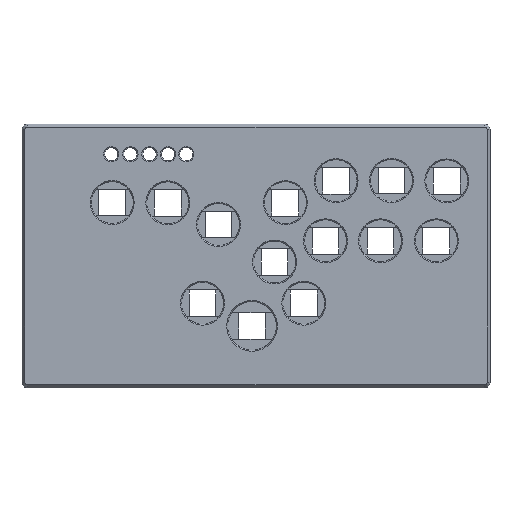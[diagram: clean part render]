
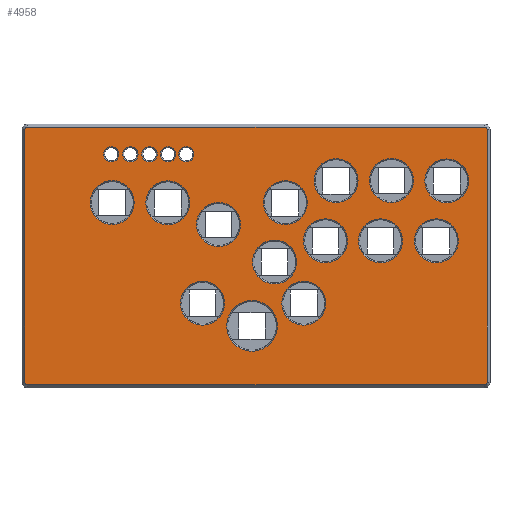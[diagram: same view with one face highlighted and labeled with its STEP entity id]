
A CAD part, top view. The second image highlights one B-rep face of the part: STEP entity #4958.
In plain terms, the highlighted planar face has unit normal (0, 0, 1).
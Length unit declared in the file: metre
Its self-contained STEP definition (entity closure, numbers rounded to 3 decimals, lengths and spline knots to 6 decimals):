
#102=CIRCLE('',#5286,0.0015);
#103=CIRCLE('',#5289,0.0015);
#104=CIRCLE('',#5292,0.0015);
#105=CIRCLE('',#5295,0.0015);
#106=CIRCLE('',#5297,0.0115);
#108=CIRCLE('',#5300,0.0115);
#110=CIRCLE('',#5303,0.0115);
#112=CIRCLE('',#5306,0.0115);
#114=CIRCLE('',#5309,0.0115);
#116=CIRCLE('',#5312,0.0115);
#118=CIRCLE('',#5315,0.0115);
#120=CIRCLE('',#5318,0.0115);
#122=CIRCLE('',#5321,0.0115);
#124=CIRCLE('',#5324,0.0115);
#126=CIRCLE('',#5327,0.0115);
#128=CIRCLE('',#5330,0.0115);
#130=CIRCLE('',#5333,0.01325);
#132=CIRCLE('',#5336,0.0115);
#142=CIRCLE('',#5361,0.004);
#143=CIRCLE('',#5362,0.004);
#144=CIRCLE('',#5363,0.004);
#145=CIRCLE('',#5364,0.004);
#146=CIRCLE('',#5365,0.004);
#765=ORIENTED_EDGE('',*,*,#1977,.T.);
#766=ORIENTED_EDGE('',*,*,#1978,.T.);
#767=ORIENTED_EDGE('',*,*,#1979,.T.);
#768=ORIENTED_EDGE('',*,*,#1980,.T.);
#769=ORIENTED_EDGE('',*,*,#1981,.T.);
#770=ORIENTED_EDGE('',*,*,#1938,.T.);
#771=ORIENTED_EDGE('',*,*,#1924,.T.);
#772=ORIENTED_EDGE('',*,*,#1930,.T.);
#773=ORIENTED_EDGE('',*,*,#1922,.T.);
#774=ORIENTED_EDGE('',*,*,#1932,.T.);
#775=ORIENTED_EDGE('',*,*,#1920,.T.);
#776=ORIENTED_EDGE('',*,*,#1934,.T.);
#777=ORIENTED_EDGE('',*,*,#1918,.T.);
#778=ORIENTED_EDGE('',*,*,#1916,.T.);
#779=ORIENTED_EDGE('',*,*,#1936,.T.);
#780=ORIENTED_EDGE('',*,*,#1914,.T.);
#781=ORIENTED_EDGE('',*,*,#1928,.T.);
#782=ORIENTED_EDGE('',*,*,#1926,.T.);
#783=ORIENTED_EDGE('',*,*,#1940,.T.);
#784=ORIENTED_EDGE('',*,*,#1913,.T.);
#785=ORIENTED_EDGE('',*,*,#1911,.T.);
#786=ORIENTED_EDGE('',*,*,#1909,.T.);
#787=ORIENTED_EDGE('',*,*,#1907,.T.);
#788=ORIENTED_EDGE('',*,*,#1905,.T.);
#789=ORIENTED_EDGE('',*,*,#1903,.T.);
#790=ORIENTED_EDGE('',*,*,#1902,.T.);
#791=ORIENTED_EDGE('',*,*,#1900,.T.);
#1900=EDGE_CURVE('',#2524,#2525,#3000,.T.);
#1902=EDGE_CURVE('',#2526,#2524,#102,.T.);
#1903=EDGE_CURVE('',#2527,#2526,#3002,.T.);
#1905=EDGE_CURVE('',#2528,#2527,#103,.T.);
#1907=EDGE_CURVE('',#2529,#2528,#3005,.T.);
#1909=EDGE_CURVE('',#2530,#2529,#104,.T.);
#1911=EDGE_CURVE('',#2531,#2530,#3008,.T.);
#1913=EDGE_CURVE('',#2525,#2531,#105,.T.);
#1914=EDGE_CURVE('',#2532,#2532,#106,.F.);
#1916=EDGE_CURVE('',#2534,#2534,#108,.F.);
#1918=EDGE_CURVE('',#2536,#2536,#110,.F.);
#1920=EDGE_CURVE('',#2538,#2538,#112,.F.);
#1922=EDGE_CURVE('',#2540,#2540,#114,.F.);
#1924=EDGE_CURVE('',#2542,#2542,#116,.F.);
#1926=EDGE_CURVE('',#2544,#2544,#118,.F.);
#1928=EDGE_CURVE('',#2546,#2546,#120,.F.);
#1930=EDGE_CURVE('',#2548,#2548,#122,.F.);
#1932=EDGE_CURVE('',#2550,#2550,#124,.F.);
#1934=EDGE_CURVE('',#2552,#2552,#126,.F.);
#1936=EDGE_CURVE('',#2554,#2554,#128,.F.);
#1938=EDGE_CURVE('',#2556,#2556,#130,.F.);
#1940=EDGE_CURVE('',#2558,#2558,#132,.F.);
#1977=EDGE_CURVE('',#2584,#2584,#142,.F.);
#1978=EDGE_CURVE('',#2585,#2585,#143,.F.);
#1979=EDGE_CURVE('',#2586,#2586,#144,.F.);
#1980=EDGE_CURVE('',#2587,#2587,#145,.F.);
#1981=EDGE_CURVE('',#2588,#2588,#146,.F.);
#2524=VERTEX_POINT('',#7670);
#2525=VERTEX_POINT('',#7672);
#2526=VERTEX_POINT('',#7676);
#2527=VERTEX_POINT('',#7680);
#2528=VERTEX_POINT('',#7684);
#2529=VERTEX_POINT('',#7688);
#2530=VERTEX_POINT('',#7692);
#2531=VERTEX_POINT('',#7696);
#2532=VERTEX_POINT('',#7702);
#2534=VERTEX_POINT('',#7707);
#2536=VERTEX_POINT('',#7712);
#2538=VERTEX_POINT('',#7717);
#2540=VERTEX_POINT('',#7722);
#2542=VERTEX_POINT('',#7727);
#2544=VERTEX_POINT('',#7732);
#2546=VERTEX_POINT('',#7737);
#2548=VERTEX_POINT('',#7742);
#2550=VERTEX_POINT('',#7747);
#2552=VERTEX_POINT('',#7752);
#2554=VERTEX_POINT('',#7757);
#2556=VERTEX_POINT('',#7762);
#2558=VERTEX_POINT('',#7767);
#2584=VERTEX_POINT('',#7845);
#2585=VERTEX_POINT('',#7847);
#2586=VERTEX_POINT('',#7849);
#2587=VERTEX_POINT('',#7851);
#2588=VERTEX_POINT('',#7853);
#3000=LINE('',#7673,#3464);
#3002=LINE('',#7679,#3466);
#3005=LINE('',#7687,#3469);
#3008=LINE('',#7695,#3472);
#3464=VECTOR('',#6079,1.);
#3466=VECTOR('',#6087,1.);
#3469=VECTOR('',#6096,1.);
#3472=VECTOR('',#6105,1.);
#3890=EDGE_LOOP('',(#765));
#3891=EDGE_LOOP('',(#766));
#3892=EDGE_LOOP('',(#767));
#3893=EDGE_LOOP('',(#768));
#3894=EDGE_LOOP('',(#769));
#3895=EDGE_LOOP('',(#770));
#3896=EDGE_LOOP('',(#771));
#3897=EDGE_LOOP('',(#772));
#3898=EDGE_LOOP('',(#773));
#3899=EDGE_LOOP('',(#774));
#3900=EDGE_LOOP('',(#775));
#3901=EDGE_LOOP('',(#776));
#3902=EDGE_LOOP('',(#777));
#3903=EDGE_LOOP('',(#778));
#3904=EDGE_LOOP('',(#779));
#3905=EDGE_LOOP('',(#780));
#3906=EDGE_LOOP('',(#781));
#3907=EDGE_LOOP('',(#782));
#3908=EDGE_LOOP('',(#783));
#3909=EDGE_LOOP('',(#784,#785,#786,#787,#788,#789,#790,#791));
#4348=FACE_BOUND('',#3890,.T.);
#4349=FACE_BOUND('',#3891,.T.);
#4350=FACE_BOUND('',#3892,.T.);
#4351=FACE_BOUND('',#3893,.T.);
#4352=FACE_BOUND('',#3894,.T.);
#4353=FACE_BOUND('',#3895,.T.);
#4354=FACE_BOUND('',#3896,.T.);
#4355=FACE_BOUND('',#3897,.T.);
#4356=FACE_BOUND('',#3898,.T.);
#4357=FACE_BOUND('',#3899,.T.);
#4358=FACE_BOUND('',#3900,.T.);
#4359=FACE_BOUND('',#3901,.T.);
#4360=FACE_BOUND('',#3902,.T.);
#4361=FACE_BOUND('',#3903,.T.);
#4362=FACE_BOUND('',#3904,.T.);
#4363=FACE_BOUND('',#3905,.T.);
#4364=FACE_BOUND('',#3906,.T.);
#4365=FACE_BOUND('',#3907,.T.);
#4366=FACE_BOUND('',#3908,.T.);
#4367=FACE_BOUND('',#3909,.T.);
#4712=PLANE('',#5360);
#4958=ADVANCED_FACE('',(#4348,#4349,#4350,#4351,#4352,#4353,#4354,#4355,
#4356,#4357,#4358,#4359,#4360,#4361,#4362,#4363,#4364,#4365,#4366,#4367),
#4712,.T.);
#5286=AXIS2_PLACEMENT_3D('',#7677,#6083,#6084);
#5289=AXIS2_PLACEMENT_3D('',#7683,#6091,#6092);
#5292=AXIS2_PLACEMENT_3D('',#7691,#6100,#6101);
#5295=AXIS2_PLACEMENT_3D('',#7699,#6109,#6110);
#5297=AXIS2_PLACEMENT_3D('',#7701,#6113,#6114);
#5300=AXIS2_PLACEMENT_3D('',#7706,#6119,#6120);
#5303=AXIS2_PLACEMENT_3D('',#7711,#6125,#6126);
#5306=AXIS2_PLACEMENT_3D('',#7716,#6131,#6132);
#5309=AXIS2_PLACEMENT_3D('',#7721,#6137,#6138);
#5312=AXIS2_PLACEMENT_3D('',#7726,#6143,#6144);
#5315=AXIS2_PLACEMENT_3D('',#7731,#6149,#6150);
#5318=AXIS2_PLACEMENT_3D('',#7736,#6155,#6156);
#5321=AXIS2_PLACEMENT_3D('',#7741,#6161,#6162);
#5324=AXIS2_PLACEMENT_3D('',#7746,#6167,#6168);
#5327=AXIS2_PLACEMENT_3D('',#7751,#6173,#6174);
#5330=AXIS2_PLACEMENT_3D('',#7756,#6179,#6180);
#5333=AXIS2_PLACEMENT_3D('',#7761,#6185,#6186);
#5336=AXIS2_PLACEMENT_3D('',#7766,#6191,#6192);
#5360=AXIS2_PLACEMENT_3D('',#7843,#6266,#6267);
#5361=AXIS2_PLACEMENT_3D('',#7844,#6268,#6269);
#5362=AXIS2_PLACEMENT_3D('',#7846,#6270,#6271);
#5363=AXIS2_PLACEMENT_3D('',#7848,#6272,#6273);
#5364=AXIS2_PLACEMENT_3D('',#7850,#6274,#6275);
#5365=AXIS2_PLACEMENT_3D('',#7852,#6276,#6277);
#6079=DIRECTION('',(1.,0.,0.));
#6083=DIRECTION('',(0.,0.,1.));
#6084=DIRECTION('',(1.,0.,0.));
#6087=DIRECTION('',(0.,-1.,0.));
#6091=DIRECTION('',(0.,0.,1.));
#6092=DIRECTION('',(1.,0.,0.));
#6096=DIRECTION('',(-1.,0.,0.));
#6100=DIRECTION('',(0.,0.,1.));
#6101=DIRECTION('',(1.,0.,0.));
#6105=DIRECTION('',(0.,1.,0.));
#6109=DIRECTION('',(0.,0.,1.));
#6110=DIRECTION('',(1.,0.,0.));
#6113=DIRECTION('',(0.,0.,1.));
#6114=DIRECTION('',(1.,0.,0.));
#6119=DIRECTION('',(0.,0.,1.));
#6120=DIRECTION('',(1.,0.,0.));
#6125=DIRECTION('',(0.,0.,1.));
#6126=DIRECTION('',(1.,0.,0.));
#6131=DIRECTION('',(0.,0.,1.));
#6132=DIRECTION('',(1.,0.,0.));
#6137=DIRECTION('',(0.,0.,1.));
#6138=DIRECTION('',(1.,0.,0.));
#6143=DIRECTION('',(0.,0.,1.));
#6144=DIRECTION('',(1.,0.,0.));
#6149=DIRECTION('',(0.,0.,1.));
#6150=DIRECTION('',(1.,0.,0.));
#6155=DIRECTION('',(0.,0.,1.));
#6156=DIRECTION('',(1.,0.,0.));
#6161=DIRECTION('',(0.,0.,1.));
#6162=DIRECTION('',(1.,0.,0.));
#6167=DIRECTION('',(0.,0.,1.));
#6168=DIRECTION('',(1.,0.,0.));
#6173=DIRECTION('',(0.,0.,1.));
#6174=DIRECTION('',(1.,0.,0.));
#6179=DIRECTION('',(0.,0.,1.));
#6180=DIRECTION('',(1.,0.,0.));
#6185=DIRECTION('',(0.,0.,1.));
#6186=DIRECTION('',(1.,0.,0.));
#6191=DIRECTION('',(0.,0.,1.));
#6192=DIRECTION('',(1.,0.,0.));
#6266=DIRECTION('',(0.,0.,1.));
#6267=DIRECTION('',(1.,0.,0.));
#6268=DIRECTION('',(0.,0.,1.));
#6269=DIRECTION('',(1.,0.,0.));
#6270=DIRECTION('',(0.,0.,1.));
#6271=DIRECTION('',(1.,0.,0.));
#6272=DIRECTION('',(0.,0.,1.));
#6273=DIRECTION('',(1.,0.,0.));
#6274=DIRECTION('',(0.,0.,1.));
#6275=DIRECTION('',(1.,0.,0.));
#6276=DIRECTION('',(0.,0.,1.));
#6277=DIRECTION('',(1.,0.,0.));
#7670=CARTESIAN_POINT('',(0.014,-0.1605,0.0158));
#7672=CARTESIAN_POINT('',(0.253,-0.1605,0.0158));
#7673=CARTESIAN_POINT('',(0.253,-0.1605,0.0158));
#7676=CARTESIAN_POINT('',(0.0125,-0.159,0.0158));
#7677=CARTESIAN_POINT('',(0.014,-0.159,0.0158));
#7679=CARTESIAN_POINT('',(0.0125,-0.159,0.0158));
#7680=CARTESIAN_POINT('',(0.0125,-0.027,0.0158));
#7683=CARTESIAN_POINT('',(0.014,-0.027,0.0158));
#7684=CARTESIAN_POINT('',(0.014,-0.0255,0.0158));
#7687=CARTESIAN_POINT('',(0.1335,-0.0255,0.0158));
#7688=CARTESIAN_POINT('',(0.253,-0.0255,0.0158));
#7691=CARTESIAN_POINT('',(0.253,-0.027,0.0158));
#7692=CARTESIAN_POINT('',(0.2545,-0.027,0.0158));
#7695=CARTESIAN_POINT('',(0.2545,-0.093,0.0158));
#7696=CARTESIAN_POINT('',(0.2545,-0.159,0.0158));
#7699=CARTESIAN_POINT('',(0.253,-0.159,0.0158));
#7701=CARTESIAN_POINT('',(0.1055,-0.11775,0.0158));
#7702=CARTESIAN_POINT('',(0.117,-0.11775,0.0158));
#7706=CARTESIAN_POINT('',(0.1585,-0.11775,0.0158));
#7707=CARTESIAN_POINT('',(0.17,-0.11775,0.0158));
#7711=CARTESIAN_POINT('',(0.16986,-0.08504,0.0158));
#7712=CARTESIAN_POINT('',(0.18136,-0.08504,0.0158));
#7716=CARTESIAN_POINT('',(0.22792,-0.08504,0.0158));
#7717=CARTESIAN_POINT('',(0.23942,-0.08504,0.0158));
#7721=CARTESIAN_POINT('',(0.20439,-0.05346,0.0158));
#7722=CARTESIAN_POINT('',(0.21589,-0.05346,0.0158));
#7726=CARTESIAN_POINT('',(0.14886,-0.06511,0.0158));
#7727=CARTESIAN_POINT('',(0.16036,-0.06511,0.0158));
#7731=CARTESIAN_POINT('',(0.08732,-0.06517,0.0158));
#7732=CARTESIAN_POINT('',(0.09882,-0.06517,0.0158));
#7736=CARTESIAN_POINT('',(0.11392,-0.07652,0.0158));
#7737=CARTESIAN_POINT('',(0.12542,-0.07652,0.0158));
#7741=CARTESIAN_POINT('',(0.17542,-0.05358,0.0158));
#7742=CARTESIAN_POINT('',(0.18692,-0.05358,0.0158));
#7746=CARTESIAN_POINT('',(0.23336,-0.0537,0.0158));
#7747=CARTESIAN_POINT('',(0.24486,-0.0537,0.0158));
#7751=CARTESIAN_POINT('',(0.19871,-0.08504,0.0158));
#7752=CARTESIAN_POINT('',(0.21021,-0.08504,0.0158));
#7756=CARTESIAN_POINT('',(0.14325,-0.09615,0.0158));
#7757=CARTESIAN_POINT('',(0.15475,-0.09615,0.0158));
#7761=CARTESIAN_POINT('',(0.13142,-0.12962,0.0158));
#7762=CARTESIAN_POINT('',(0.14467,-0.12962,0.0158));
#7766=CARTESIAN_POINT('',(0.058225,-0.06505,0.0158));
#7767=CARTESIAN_POINT('',(0.069725,-0.06505,0.0158));
#7843=CARTESIAN_POINT('',(0.1335,-0.093,0.0158));
#7844=CARTESIAN_POINT('',(0.097,-0.03975,0.0158));
#7845=CARTESIAN_POINT('',(0.101,-0.03975,0.0158));
#7846=CARTESIAN_POINT('',(0.0875,-0.03975,0.0158));
#7847=CARTESIAN_POINT('',(0.0915,-0.03975,0.0158));
#7848=CARTESIAN_POINT('',(0.07775,-0.03975,0.0158));
#7849=CARTESIAN_POINT('',(0.08175,-0.03975,0.0158));
#7850=CARTESIAN_POINT('',(0.06775,-0.03975,0.0158));
#7851=CARTESIAN_POINT('',(0.07175,-0.03975,0.0158));
#7852=CARTESIAN_POINT('',(0.05775,-0.03975,0.0158));
#7853=CARTESIAN_POINT('',(0.06175,-0.03975,0.0158));
